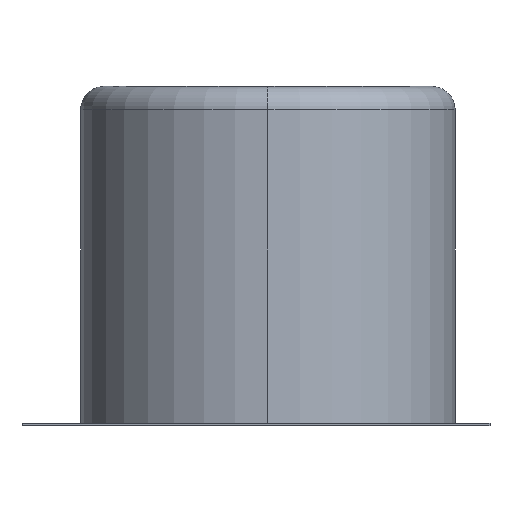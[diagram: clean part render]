
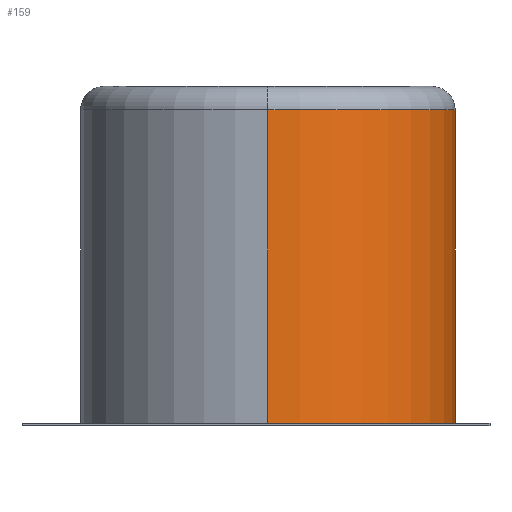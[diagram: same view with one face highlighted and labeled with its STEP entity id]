
A CAD part, left-side view. The second image highlights one B-rep face of the part: STEP entity #159.
In plain terms, the highlighted cylindrical face has radius 8 mm (diameter 16 mm), a partial arc.
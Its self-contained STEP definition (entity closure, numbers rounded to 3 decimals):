
#4 = CARTESIAN_POINT ( 'NONE',  ( -18.75, 0., 13.5 ) ) ;
#8 = DIRECTION ( 'NONE',  ( 0., 0., -1. ) ) ;
#23 = CIRCLE ( 'NONE', #265, 8. ) ;
#34 = DIRECTION ( 'NONE',  ( 0., 0., -1. ) ) ;
#51 = VERTEX_POINT ( 'NONE', #71 ) ;
#59 = CARTESIAN_POINT ( 'NONE',  ( -10.75, 0., 13.5 ) ) ;
#71 = CARTESIAN_POINT ( 'NONE',  ( -2.75, 0., 0.1 ) ) ;
#80 = VECTOR ( 'NONE', #559, 1000. ) ;
#96 = ORIENTED_EDGE ( 'NONE', *, *, #325, .T. ) ;
#117 = CARTESIAN_POINT ( 'NONE',  ( -2.75, 0., 14.5 ) ) ;
#150 = EDGE_CURVE ( 'NONE', #297, #51, #535, .T. ) ;
#159 = ADVANCED_FACE ( 'NONE', ( #191 ), #465, .T. ) ;
#170 = CARTESIAN_POINT ( 'NONE',  ( -18.75, 0., 14.5 ) ) ;
#174 = LINE ( 'NONE', #117, #202 ) ;
#191 = FACE_OUTER_BOUND ( 'NONE', #711, .T. ) ;
#200 = AXIS2_PLACEMENT_3D ( 'NONE', #692, #34, #464 ) ;
#202 = VECTOR ( 'NONE', #607, 1000. ) ;
#239 = VERTEX_POINT ( 'NONE', #543 ) ;
#265 = AXIS2_PLACEMENT_3D ( 'NONE', #59, #8, #391 ) ;
#297 = VERTEX_POINT ( 'NONE', #387 ) ;
#325 = EDGE_CURVE ( 'NONE', #239, #329, #23, .T. ) ;
#329 = VERTEX_POINT ( 'NONE', #4 ) ;
#377 = EDGE_CURVE ( 'NONE', #329, #297, #606, .T. ) ;
#387 = CARTESIAN_POINT ( 'NONE',  ( -18.75, 0., 0.1 ) ) ;
#391 = DIRECTION ( 'NONE',  ( 1., 0., 0. ) ) ;
#424 = EDGE_CURVE ( 'NONE', #239, #51, #174, .T. ) ;
#448 = ORIENTED_EDGE ( 'NONE', *, *, #424, .F. ) ;
#454 = CARTESIAN_POINT ( 'NONE',  ( -10.75, 0., 0.1 ) ) ;
#464 = DIRECTION ( 'NONE',  ( -1., 0., 0. ) ) ;
#465 = CYLINDRICAL_SURFACE ( 'NONE', #200, 8. ) ;
#493 = ORIENTED_EDGE ( 'NONE', *, *, #377, .T. ) ;
#510 = DIRECTION ( 'NONE',  ( 0., 0., 1. ) ) ;
#535 = CIRCLE ( 'NONE', #578, 8. ) ;
#543 = CARTESIAN_POINT ( 'NONE',  ( -2.75, 0., 13.5 ) ) ;
#559 = DIRECTION ( 'NONE',  ( 0., 0., -1. ) ) ;
#578 = AXIS2_PLACEMENT_3D ( 'NONE', #454, #510, #614 ) ;
#583 = ORIENTED_EDGE ( 'NONE', *, *, #150, .T. ) ;
#606 = LINE ( 'NONE', #170, #80 ) ;
#607 = DIRECTION ( 'NONE',  ( 0., 0., -1. ) ) ;
#614 = DIRECTION ( 'NONE',  ( 1., 0., 0. ) ) ;
#692 = CARTESIAN_POINT ( 'NONE',  ( -10.75, 0., 14.5 ) ) ;
#711 = EDGE_LOOP ( 'NONE', ( #448, #96, #493, #583 ) ) ;
